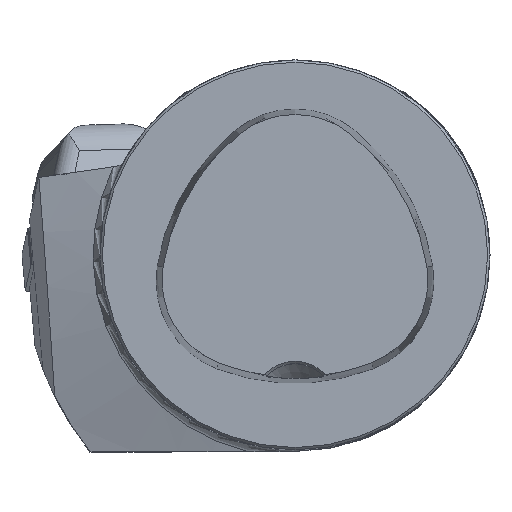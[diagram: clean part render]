
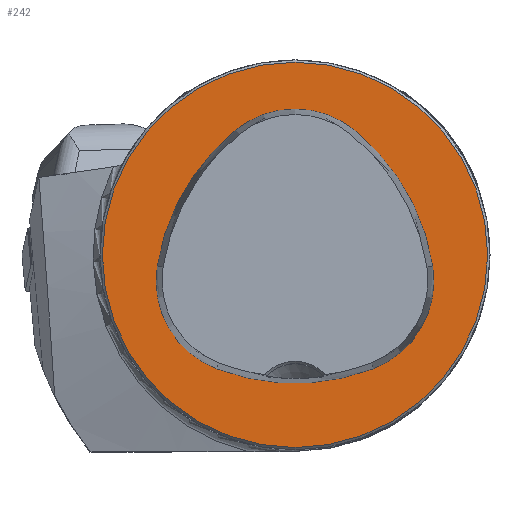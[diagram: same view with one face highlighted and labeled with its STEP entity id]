
A CAD part, top view. The second image highlights one B-rep face of the part: STEP entity #242.
In plain terms, the highlighted planar face has unit normal (0, 0, 1).
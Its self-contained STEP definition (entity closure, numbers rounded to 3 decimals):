
#104=FACE_BOUND('',#517,.T.);
#105=FACE_BOUND('',#518,.T.);
#186=CIRCLE('',#2184,28.075);
#188=CIRCLE('',#2187,28.075);
#189=CIRCLE('',#2188,12.075);
#190=CIRCLE('',#2189,28.075);
#191=CIRCLE('',#2190,12.075);
#192=CIRCLE('',#2191,12.075);
#193=CIRCLE('',#2192,24.7);
#242=ADVANCED_FACE('CU_FL_N1_SU_1',(#104,#105),#343,.T.);
#343=PLANE('',#2193);
#517=EDGE_LOOP('',(#887,#888,#889,#890,#891,#892));
#518=EDGE_LOOP('',(#893));
#887=ORIENTED_EDGE('',*,*,#1625,.F.);
#888=ORIENTED_EDGE('',*,*,#1626,.F.);
#889=ORIENTED_EDGE('',*,*,#1627,.F.);
#890=ORIENTED_EDGE('',*,*,#1628,.F.);
#891=ORIENTED_EDGE('',*,*,#1622,.F.);
#892=ORIENTED_EDGE('',*,*,#1629,.F.);
#893=ORIENTED_EDGE('',*,*,#1630,.T.);
#1407=VERTEX_POINT('',#3572);
#1408=VERTEX_POINT('',#3574);
#1410=VERTEX_POINT('',#3580);
#1411=VERTEX_POINT('',#3581);
#1412=VERTEX_POINT('',#3583);
#1413=VERTEX_POINT('',#3585);
#1414=VERTEX_POINT('',#3589);
#1622=EDGE_CURVE('',#1407,#1408,#186,.T.);
#1625=EDGE_CURVE('',#1410,#1411,#188,.T.);
#1626=EDGE_CURVE('',#1412,#1410,#189,.T.);
#1627=EDGE_CURVE('',#1413,#1412,#190,.T.);
#1628=EDGE_CURVE('',#1408,#1413,#191,.T.);
#1629=EDGE_CURVE('',#1411,#1407,#192,.T.);
#1630=EDGE_CURVE('',#1414,#1414,#193,.T.);
#2184=AXIS2_PLACEMENT_3D('',#3573,#2517,#2518);
#2187=AXIS2_PLACEMENT_3D('',#3579,#2524,#2525);
#2188=AXIS2_PLACEMENT_3D('',#3582,#2526,#2527);
#2189=AXIS2_PLACEMENT_3D('',#3584,#2528,#2529);
#2190=AXIS2_PLACEMENT_3D('',#3586,#2530,#2531);
#2191=AXIS2_PLACEMENT_3D('',#3587,#2532,#2533);
#2192=AXIS2_PLACEMENT_3D('',#3588,#2534,#2535);
#2193=AXIS2_PLACEMENT_3D('',#3590,#2536,#2537);
#2517=DIRECTION('',(0.,0.,1.));
#2518=DIRECTION('',(1.,0.,0.));
#2524=DIRECTION('',(0.,0.,1.));
#2525=DIRECTION('',(1.,0.,0.));
#2526=DIRECTION('',(0.,0.,1.));
#2527=DIRECTION('',(1.,0.,0.));
#2528=DIRECTION('',(0.,0.,1.));
#2529=DIRECTION('',(1.,0.,0.));
#2530=DIRECTION('',(0.,0.,1.));
#2531=DIRECTION('',(1.,0.,0.));
#2532=DIRECTION('',(0.,0.,1.));
#2533=DIRECTION('',(1.,0.,0.));
#2534=DIRECTION('',(0.,0.,1.));
#2535=DIRECTION('',(1.,0.,0.));
#2536=DIRECTION('',(0.,0.,1.));
#2537=DIRECTION('',(1.,0.,0.));
#3572=CARTESIAN_POINT('',(-10.05,-14.595,0.));
#3573=CARTESIAN_POINT('',(0.,11.62,0.));
#3574=CARTESIAN_POINT('',(10.05,-14.595,0.));
#3579=CARTESIAN_POINT('',(10.078,-5.807,0.));
#3580=CARTESIAN_POINT('',(-7.606,15.999,0.));
#3581=CARTESIAN_POINT('',(-17.656,-1.443,0.));
#3582=CARTESIAN_POINT('',(0.,6.62,0.));
#3583=CARTESIAN_POINT('',(7.606,15.999,0.));
#3584=CARTESIAN_POINT('',(-10.078,-5.807,0.));
#3585=CARTESIAN_POINT('',(17.656,-1.443,0.));
#3586=CARTESIAN_POINT('',(5.727,-3.32,0.));
#3587=CARTESIAN_POINT('',(-5.727,-3.32,0.));
#3588=CARTESIAN_POINT('',(0.,0.,0.));
#3589=CARTESIAN_POINT('',(24.7,0.,0.));
#3590=CARTESIAN_POINT('',(0.,0.,0.));
